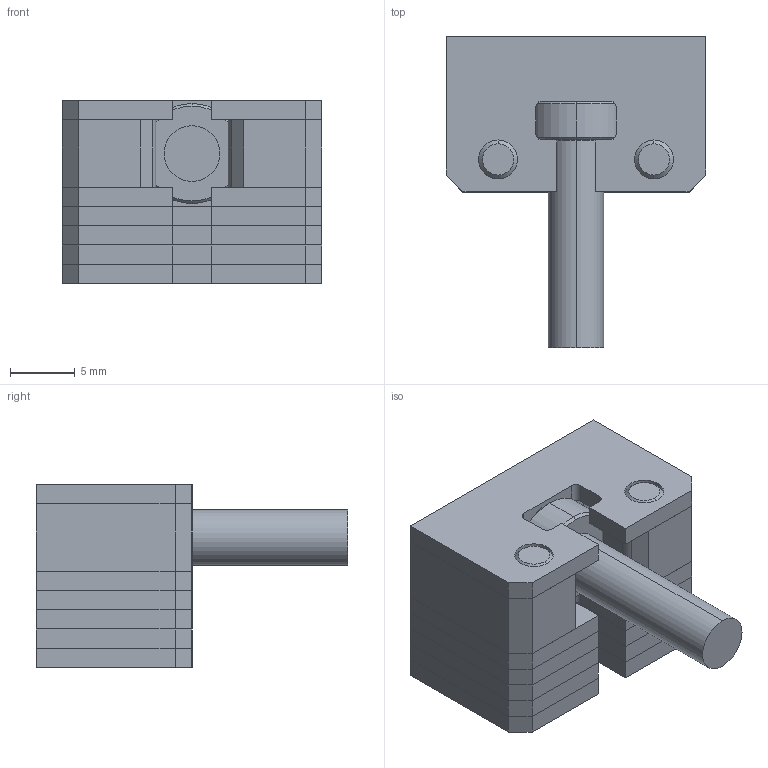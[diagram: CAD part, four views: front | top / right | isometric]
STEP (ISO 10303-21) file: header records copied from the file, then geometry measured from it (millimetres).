
FILE_DESCRIPTION (( 'STEP AP203' ), '1' );
FILE_NAME ('49ff.STEP', '2023-01-11T08:30:03', ( '' ), ( '' ), 'SwSTEP 2.0', 'SolidWorks 2019', '' );
FILE_SCHEMA (( 'CONFIG_CONTROL_DESIGN' ));
Length unit declared in the file: millimetre
Products named in the file (5): Lamellar_Gas_Vent_ISGL20C f6364a828477c92b147ef9d9bfd0b553; Bolt f6364a828477c92b147ef9d9bfd0b553; Lamela f6364a828477c92b147ef9d9bfd0b553; 49ff; Pin_20 f6364a828477c92b147ef9d9bfd0b553
Assembly tree (10 placements, depth 2):
  49ff
    Lamellar_Gas_Vent_ISGL20C f6364a828477c92b147ef9d9bfd0b553
    Bolt f6364a828477c92b147ef9d9bfd0b553
    Lamela f6364a828477c92b147ef9d9bfd0b553  x6
    Pin_20 f6364a828477c92b147ef9d9bfd0b553  x2
Bounding box: 20 x 24 x 14.08 mm (x, y, z)
Volume: 3172.3 mm3; surface area: 4751.2 mm2
Topology: 10 solids, 10 shells, 198 faces, 519 edges, 342 vertices
Faces by surface type: plane 119, cylinder 67, cone 12
Entity records: 2824 total; most frequent: DIRECTION 399, CARTESIAN_POINT 372, ORIENTED_EDGE 350, EDGE_CURVE 175, AXIS2_PLACEMENT_3D 141, LINE 117, VECTOR 117, VERTEX_POINT 114
